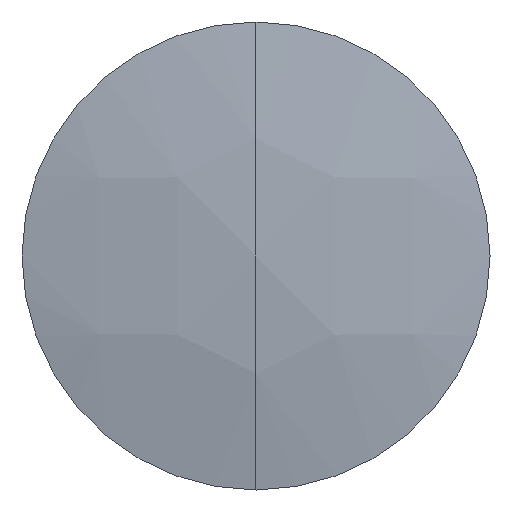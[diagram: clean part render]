
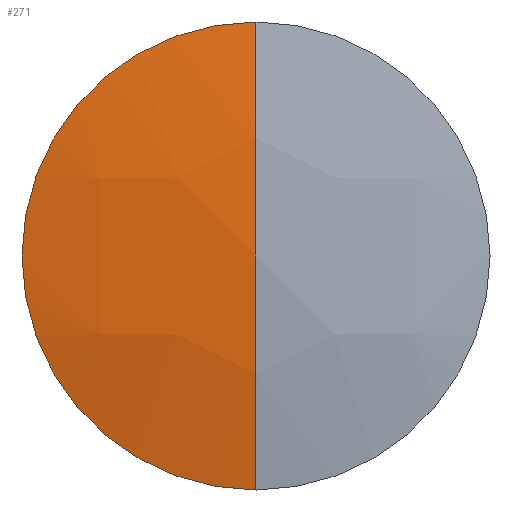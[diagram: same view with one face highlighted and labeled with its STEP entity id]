
A CAD part, front view. The second image highlights one B-rep face of the part: STEP entity #271.
In plain terms, the highlighted free-form (B-spline) face has degree [3, 3] with [4, 4] control points.
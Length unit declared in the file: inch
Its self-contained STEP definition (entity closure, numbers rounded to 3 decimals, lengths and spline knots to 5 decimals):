
#35 = CARTESIAN_POINT ( 'NONE',  ( 0., 1.288, 0.19536 ) ) ;
#46 = CARTESIAN_POINT ( 'NONE',  ( 0.19382, 1.288, -0.19536 ) ) ;
#127 = CARTESIAN_POINT ( 'NONE',  ( 0.57622, 1.22738, 0.19115 ) ) ;
#171 = DIRECTION ( 'NONE',  ( 0., -1., 0. ) ) ;
#233 = ORIENTED_EDGE ( 'NONE', *, *, #624, .T. ) ;
#257 = CARTESIAN_POINT ( 'NONE',  ( 0.19382, 1.288, 0.19536 ) ) ;
#271 = ADVANCED_FACE ( 'FACE2851', ( #1322 ), #862, .T. ) ;
#281 = CIRCLE ( 'NONE', #1213, 2.78871 ) ;
#364 = CIRCLE ( 'NONE', #946, 0.57087 ) ;
#377 = CARTESIAN_POINT ( 'NONE',  ( 0.38658, 1.26772, 0.19395 ) ) ;
#495 = CARTESIAN_POINT ( 'NONE',  ( 0., 1.288, -0.19536 ) ) ;
#515 = DIRECTION ( 'NONE',  ( 0., 0., 1. ) ) ;
#624 = EDGE_CURVE ( 'NONE', #999, #1206, #281, .T. ) ;
#723 = CARTESIAN_POINT ( 'NONE',  ( 0., 1.20707, 0.57762 ) ) ;
#745 = CARTESIAN_POINT ( 'NONE',  ( 0.19382, 1.20707, 0.57762 ) ) ;
#772 = DIRECTION ( 'NONE',  ( 0., -1., 0. ) ) ;
#784 = CARTESIAN_POINT ( 'NONE',  ( 0., 1.20849, -0.57087 ) ) ;
#855 = CARTESIAN_POINT ( 'NONE',  ( 0.57622, 1.1482, 0.56515 ) ) ;
#862 =( BOUNDED_SURFACE ( )  B_SPLINE_SURFACE ( 3, 3, ( 
 ( #723, #35, #495, #1203 ),
 ( #745, #257, #46, #1002 ),
 ( #979, #377, #873, #1448 ),
 ( #855, #127, #1329, #1463 ) ),
 .UNSPECIFIED., .F., .F., .T. ) 
 B_SPLINE_SURFACE_WITH_KNOTS ( ( 4, 4 ),
 ( 4, 4 ),
 ( 0., 1. ),
 ( 0., 1. ),
 .UNSPECIFIED. ) 
 GEOMETRIC_REPRESENTATION_ITEM ( )  RATIONAL_B_SPLINE_SURFACE ( (
 ( 1., 0.986, 0.986, 1.),
 ( 0.996, 0.982, 0.982, 0.996),
 ( 0.996, 0.982, 0.982, 0.996),
 ( 1., 0.986, 0.986, 1.) ) ) 
 REPRESENTATION_ITEM ( '' )  SURFACE ( )  );
#872 = CARTESIAN_POINT ( 'NONE',  ( 0., 1.20849, 0.57087 ) ) ;
#873 = CARTESIAN_POINT ( 'NONE',  ( 0.38658, 1.26772, -0.19395 ) ) ;
#946 = AXIS2_PLACEMENT_3D ( 'NONE', #1252, #772, #515 ) ;
#979 = CARTESIAN_POINT ( 'NONE',  ( 0.38658, 1.18737, 0.57345 ) ) ;
#999 = VERTEX_POINT ( 'NONE', #784 ) ;
#1002 = CARTESIAN_POINT ( 'NONE',  ( 0.19382, 1.20707, -0.57762 ) ) ;
#1011 = CARTESIAN_POINT ( 'NONE',  ( 0., -1.52117, 0. ) ) ;
#1203 = CARTESIAN_POINT ( 'NONE',  ( 0., 1.20707, -0.57762 ) ) ;
#1206 = VERTEX_POINT ( 'NONE', #872 ) ;
#1213 = AXIS2_PLACEMENT_3D ( 'NONE', #1011, #1245, #171 ) ;
#1245 = DIRECTION ( 'NONE',  ( 1., 0., 0. ) ) ;
#1252 = CARTESIAN_POINT ( 'NONE',  ( 0., 1.20849, 0. ) ) ;
#1256 = ORIENTED_EDGE ( 'NONE', *, *, #1430, .F. ) ;
#1322 = FACE_OUTER_BOUND ( 'NONE', #1334, .T. ) ;
#1329 = CARTESIAN_POINT ( 'NONE',  ( 0.57622, 1.22738, -0.19115 ) ) ;
#1334 = EDGE_LOOP ( 'NONE', ( #233, #1256 ) ) ;
#1430 = EDGE_CURVE ( 'NONE', #999, #1206, #364, .T. ) ;
#1448 = CARTESIAN_POINT ( 'NONE',  ( 0.38658, 1.18737, -0.57345 ) ) ;
#1463 = CARTESIAN_POINT ( 'NONE',  ( 0.57622, 1.1482, -0.56515 ) ) ;
